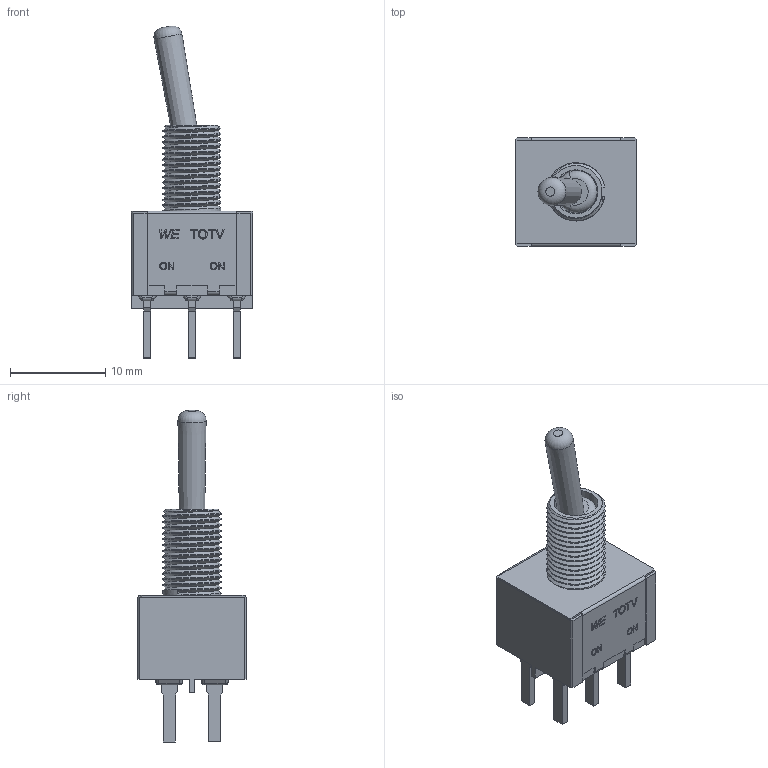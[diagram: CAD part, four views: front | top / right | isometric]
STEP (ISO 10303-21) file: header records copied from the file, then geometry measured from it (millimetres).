
FILE_DESCRIPTION(/* description */ ('Unknown'),/* implementation_level */ '2;1');
FILE_NAME(/* name */ '472131010111',/* time_stamp */ '2021-12-14T14:58:41+01:00',/* author */ ('Unknown'),/* organization */ ('Unknown'),/* preprocessor_version */ 'ST-DEVELOPER v16.7',/* originating_system */ 'Solid Edge',/* authorisation */ 'Unknown');
FILE_SCHEMA (('AUTOMOTIVE_DESIGN {1 0 10303 214 3 1 1}'));
Length unit declared in the file: millimetre
Products named in the file (6): 472121020311; Base; Shielding; Switch; Pin; Glue
Assembly tree (15 placements, depth 2):
  472121020311
    Base
    Shielding
    Switch
    Pin  x6
    Glue  x6
Bounding box: 12.7 x 11.4 x 34.81 mm (x, y, z)
Volume: 1518.8 mm3; surface area: 2119.1 mm2
Topology: 15 solids, 15 shells, 522 faces, 1341 edges, 850 vertices
Faces by surface type: plane 338, cylinder 92, bspline 62, sphere 24, cone 3, torus 3
Full cylindrical faces by diameter (mm): 4.4 x1, 4.6 x1
Entity records: 25822 total; most frequent: CARTESIAN_POINT 15709, ORIENTED_EDGE 1882, DIRECTION 1314, EDGE_CURVE 941, VERTEX_POINT 627, LINE 512, VECTOR 512, EDGE_LOOP 402
